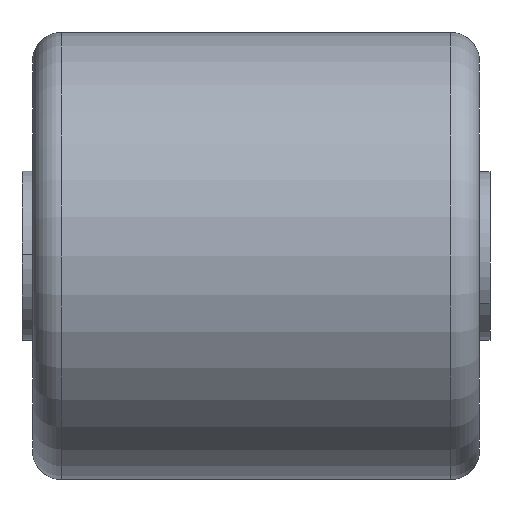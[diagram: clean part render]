
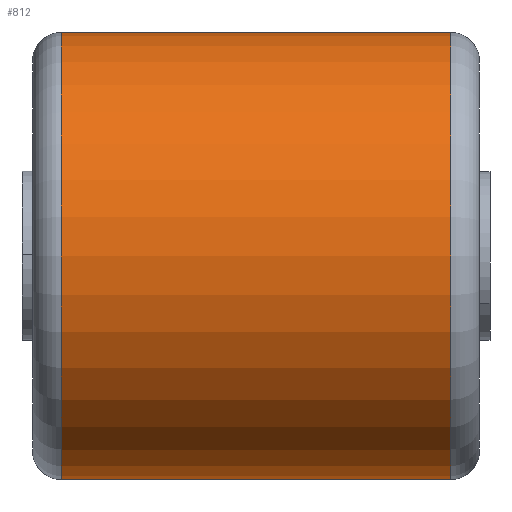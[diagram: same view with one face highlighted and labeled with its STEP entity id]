
A CAD part, front view. The second image highlights one B-rep face of the part: STEP entity #812.
In plain terms, the highlighted cylindrical face has radius 42.5 mm (diameter 85 mm), a partial arc.
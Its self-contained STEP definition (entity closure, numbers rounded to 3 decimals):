
#32 = CARTESIAN_POINT ( 'NONE',  ( 37., 0., 334.487 ) ) ;
#124 = VERTEX_POINT ( 'NONE', #1846 ) ;
#129 = ORIENTED_EDGE ( 'NONE', *, *, #3469, .F. ) ;
#177 = ORIENTED_EDGE ( 'NONE', *, *, #3104, .T. ) ;
#256 = VECTOR ( 'NONE', #2512, 1000. ) ;
#322 = DIRECTION ( 'NONE',  ( -1., 0., 0. ) ) ;
#328 = CARTESIAN_POINT ( 'NONE',  ( -37., 0., 334.487 ) ) ;
#812 = ADVANCED_FACE ( 'NONE', ( #1032 ), #3182, .T. ) ;
#952 = DIRECTION ( 'NONE',  ( -1., 0., 0. ) ) ;
#1032 = FACE_OUTER_BOUND ( 'NONE', #3681, .T. ) ;
#1070 = VERTEX_POINT ( 'NONE', #328 ) ;
#1095 = EDGE_CURVE ( 'NONE', #3930, #2859, #1546, .T. ) ;
#1215 = AXIS2_PLACEMENT_3D ( 'NONE', #3036, #1326, #3724 ) ;
#1326 = DIRECTION ( 'NONE',  ( -1., 0., 0. ) ) ;
#1546 = CIRCLE ( 'NONE', #1215, 42.5 ) ;
#1693 = DIRECTION ( 'NONE',  ( 0., 0., 1. ) ) ;
#1807 = VECTOR ( 'NONE', #952, 1000. ) ;
#1846 = CARTESIAN_POINT ( 'NONE',  ( -37., 0., 249.487 ) ) ;
#1944 = CARTESIAN_POINT ( 'NONE',  ( 37., 0., 249.487 ) ) ;
#1973 = EDGE_CURVE ( 'NONE', #1070, #124, #3749, .T. ) ;
#2090 = ORIENTED_EDGE ( 'NONE', *, *, #1095, .T. ) ;
#2293 = AXIS2_PLACEMENT_3D ( 'NONE', #2335, #322, #1693 ) ;
#2335 = CARTESIAN_POINT ( 'NONE',  ( -57.637, 0., 291.987 ) ) ;
#2512 = DIRECTION ( 'NONE',  ( -1., 0., 0. ) ) ;
#2859 = VERTEX_POINT ( 'NONE', #32 ) ;
#3036 = CARTESIAN_POINT ( 'NONE',  ( 37., 0., 291.987 ) ) ;
#3104 = EDGE_CURVE ( 'NONE', #2859, #1070, #3264, .T. ) ;
#3172 = LINE ( 'NONE', #4391, #1807 ) ;
#3182 = CYLINDRICAL_SURFACE ( 'NONE', #2293, 42.5 ) ;
#3264 = LINE ( 'NONE', #3876, #256 ) ;
#3301 = DIRECTION ( 'NONE',  ( 1., 0., 0. ) ) ;
#3469 = EDGE_CURVE ( 'NONE', #3930, #124, #3172, .T. ) ;
#3681 = EDGE_LOOP ( 'NONE', ( #129, #2090, #177, #4197 ) ) ;
#3693 = AXIS2_PLACEMENT_3D ( 'NONE', #4365, #3301, #4027 ) ;
#3724 = DIRECTION ( 'NONE',  ( 0., 0., 1. ) ) ;
#3749 = CIRCLE ( 'NONE', #3693, 42.5 ) ;
#3876 = CARTESIAN_POINT ( 'NONE',  ( -57.637, 0., 334.487 ) ) ;
#3930 = VERTEX_POINT ( 'NONE', #1944 ) ;
#4027 = DIRECTION ( 'NONE',  ( 0., 0., -1. ) ) ;
#4197 = ORIENTED_EDGE ( 'NONE', *, *, #1973, .T. ) ;
#4365 = CARTESIAN_POINT ( 'NONE',  ( -37., 0., 291.987 ) ) ;
#4391 = CARTESIAN_POINT ( 'NONE',  ( -57.637, 0., 249.487 ) ) ;
